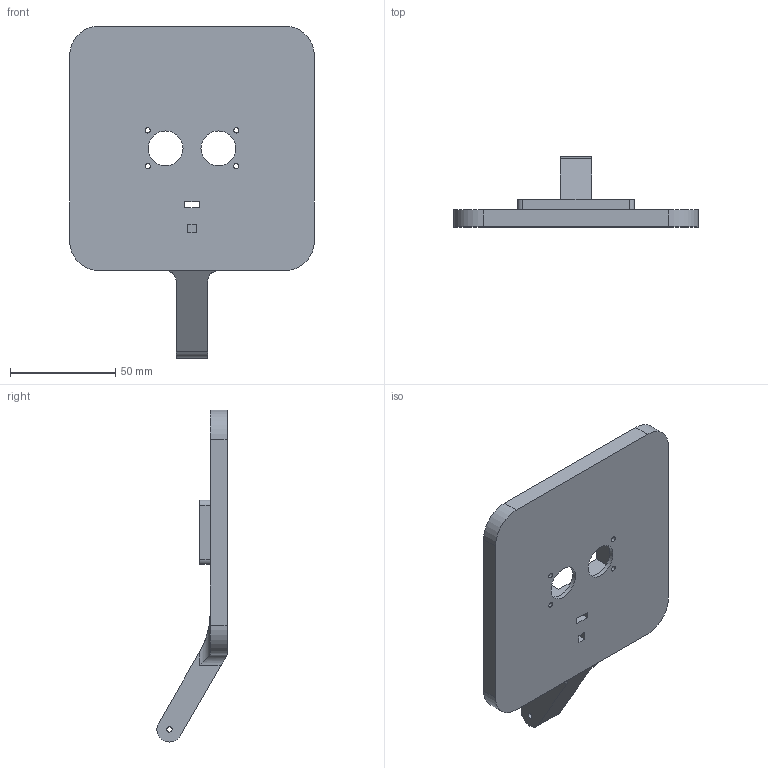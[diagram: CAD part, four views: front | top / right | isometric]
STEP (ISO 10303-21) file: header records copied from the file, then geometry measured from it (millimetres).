
FILE_DESCRIPTION(/* description */ (''),/* implementation_level */ '2;1');
FILE_NAME(/* name */ 'Main_Lid.stp',/* time_stamp */ '2025-08-29T11:59:14-03:00',/* author */ ('Alan Rodrigues'),/* organization */ (''),/* preprocessor_version */ 'ST-DEVELOPER v20',/* originating_system */ 'Autodesk Inventor 2025',/* authorisation */ '');
FILE_SCHEMA (('AUTOMOTIVE_DESIGN { 1 0 10303 214 3 1 1 }'));
Length unit declared in the file: millimetre
Products named in the file (1): Main_Lid
Bounding box: 116 x 33.32 x 157.41 mm (x, y, z)
Volume: 111396.9 mm3; surface area: 34970.3 mm2
Topology: 1 solids, 1 shells, 81 faces, 205 edges, 136 vertices
Faces by surface type: plane 56, cylinder 25
Full cylindrical faces by diameter (mm): 2.5 x5, 3 x4, 16.5 x2
Entity records: 2608 total; most frequent: CARTESIAN_POINT 441, DIRECTION 413, ORIENTED_EDGE 410, EDGE_CURVE 205, LINE 157, VECTOR 157, VERTEX_POINT 136, AXIS2_PLACEMENT_3D 128
